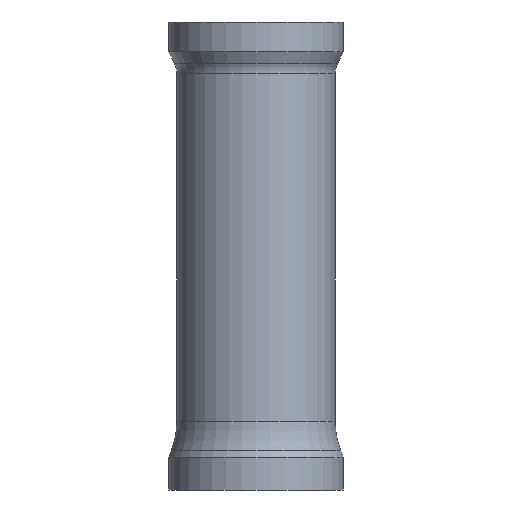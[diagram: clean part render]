
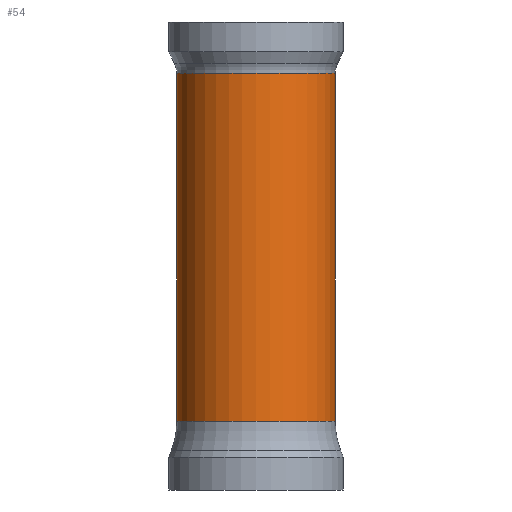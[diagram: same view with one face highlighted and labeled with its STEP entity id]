
A CAD part, front view. The second image highlights one B-rep face of the part: STEP entity #54.
In plain terms, the highlighted cylindrical face has radius 25.4 mm (diameter 50.8 mm), a partial arc.
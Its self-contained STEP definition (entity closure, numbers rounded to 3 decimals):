
#27 = AXIS2_PLACEMENT_3D ( 'NONE', #243, #620, #60 ) ;
#54 = ADVANCED_FACE ( 'NONE', ( #666 ), #190, .T. ) ;
#60 = DIRECTION ( 'NONE',  ( 1., 0., 0. ) ) ;
#61 = VECTOR ( 'NONE', #174, 1000. ) ;
#71 = CARTESIAN_POINT ( 'NONE',  ( -25.4, 0., -16.5 ) ) ;
#76 = DIRECTION ( 'NONE',  ( 1., 0., 0. ) ) ;
#88 = VECTOR ( 'NONE', #207, 1000. ) ;
#89 = LINE ( 'NONE', #528, #88 ) ;
#122 = CARTESIAN_POINT ( 'NONE',  ( 0., 0., 0. ) ) ;
#163 = VERTEX_POINT ( 'NONE', #590 ) ;
#172 = ORIENTED_EDGE ( 'NONE', *, *, #435, .T. ) ;
#174 = DIRECTION ( 'NONE',  ( 0., 0., 1. ) ) ;
#190 = CYLINDRICAL_SURFACE ( 'NONE', #343, 25.4 ) ;
#191 = EDGE_LOOP ( 'NONE', ( #670, #172, #385, #305 ) ) ;
#196 = CARTESIAN_POINT ( 'NONE',  ( 25.4, 0., -16.5 ) ) ;
#207 = DIRECTION ( 'NONE',  ( 0., 0., 1. ) ) ;
#223 = CARTESIAN_POINT ( 'NONE',  ( 25.4, 0., -128. ) ) ;
#243 = CARTESIAN_POINT ( 'NONE',  ( 0., 0., -16.5 ) ) ;
#305 = ORIENTED_EDGE ( 'NONE', *, *, #511, .F. ) ;
#340 = CARTESIAN_POINT ( 'NONE',  ( 25.4, 0., 0. ) ) ;
#343 = AXIS2_PLACEMENT_3D ( 'NONE', #122, #407, #627 ) ;
#385 = ORIENTED_EDGE ( 'NONE', *, *, #483, .T. ) ;
#399 = LINE ( 'NONE', #340, #61 ) ;
#407 = DIRECTION ( 'NONE',  ( 0., 0., 1. ) ) ;
#435 = EDGE_CURVE ( 'NONE', #163, #685, #497, .T. ) ;
#483 = EDGE_CURVE ( 'NONE', #685, #558, #399, .T. ) ;
#493 = VERTEX_POINT ( 'NONE', #71 ) ;
#497 = CIRCLE ( 'NONE', #602, 25.4 ) ;
#511 = EDGE_CURVE ( 'NONE', #493, #558, #521, .T. ) ;
#521 = CIRCLE ( 'NONE', #27, 25.4 ) ;
#528 = CARTESIAN_POINT ( 'NONE',  ( -25.4, 0., 0. ) ) ;
#558 = VERTEX_POINT ( 'NONE', #196 ) ;
#559 = DIRECTION ( 'NONE',  ( 0., 0., 1. ) ) ;
#590 = CARTESIAN_POINT ( 'NONE',  ( -25.4, 0., -128. ) ) ;
#602 = AXIS2_PLACEMENT_3D ( 'NONE', #626, #559, #76 ) ;
#617 = EDGE_CURVE ( 'NONE', #163, #493, #89, .T. ) ;
#620 = DIRECTION ( 'NONE',  ( 0., 0., 1. ) ) ;
#626 = CARTESIAN_POINT ( 'NONE',  ( 0., 0., -128. ) ) ;
#627 = DIRECTION ( 'NONE',  ( 1., 0., 0. ) ) ;
#666 = FACE_OUTER_BOUND ( 'NONE', #191, .T. ) ;
#670 = ORIENTED_EDGE ( 'NONE', *, *, #617, .F. ) ;
#685 = VERTEX_POINT ( 'NONE', #223 ) ;
